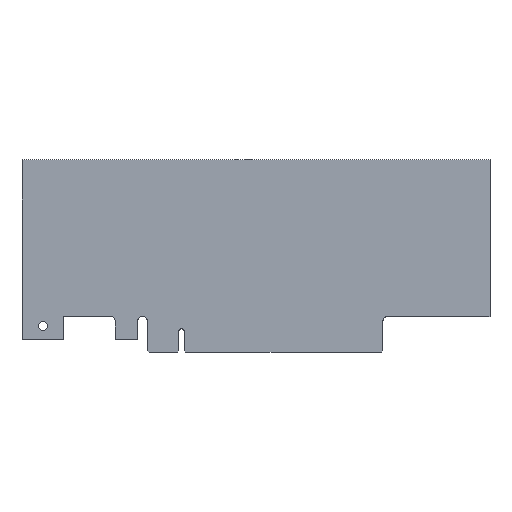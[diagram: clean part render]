
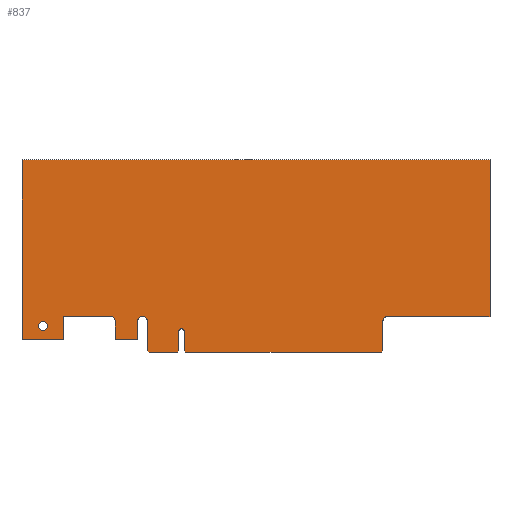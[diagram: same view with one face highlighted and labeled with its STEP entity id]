
A CAD part, top view. The second image highlights one B-rep face of the part: STEP entity #837.
In plain terms, the highlighted planar face has unit normal (0, 0, 1).
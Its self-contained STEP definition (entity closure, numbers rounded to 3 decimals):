
#238 = VERTEX_POINT('',#239);
#239 = CARTESIAN_POINT('',(-23.8,11.25,1.6));
#245 = EDGE_CURVE('',#238,#246,#248,.T.);
#246 = VERTEX_POINT('',#247);
#247 = CARTESIAN_POINT('',(-23.8,4.5,1.6));
#248 = LINE('',#249,#250);
#249 = CARTESIAN_POINT('',(-23.8,12.75,1.6));
#250 = VECTOR('',#251,1.);
#251 = DIRECTION('',(0.,-1.,0.));
#269 = VERTEX_POINT('',#270);
#270 = CARTESIAN_POINT('',(-25.3,12.75,1.6));
#276 = EDGE_CURVE('',#238,#269,#277,.T.);
#277 = CIRCLE('',#278,1.5);
#278 = AXIS2_PLACEMENT_3D('',#279,#280,#281);
#279 = CARTESIAN_POINT('',(-25.3,11.25,1.6));
#280 = DIRECTION('',(-0.,0.,1.));
#281 = DIRECTION('',(0.,-1.,0.));
#293 = EDGE_CURVE('',#246,#294,#296,.T.);
#294 = VERTEX_POINT('',#295);
#295 = CARTESIAN_POINT('',(-15.8,4.5,1.6));
#296 = LINE('',#297,#298);
#297 = CARTESIAN_POINT('',(-23.8,4.5,1.6));
#298 = VECTOR('',#299,1.);
#299 = DIRECTION('',(1.,0.,0.));
#318 = VERTEX_POINT('',#319);
#319 = CARTESIAN_POINT('',(-42.15,12.75,1.6));
#325 = EDGE_CURVE('',#318,#269,#326,.T.);
#326 = LINE('',#327,#328);
#327 = CARTESIAN_POINT('',(-42.15,12.75,1.6));
#328 = VECTOR('',#329,1.);
#329 = DIRECTION('',(1.,0.,0.));
#341 = EDGE_CURVE('',#294,#342,#344,.T.);
#342 = VERTEX_POINT('',#343);
#343 = CARTESIAN_POINT('',(-15.8,10.925,1.6));
#344 = LINE('',#345,#346);
#345 = CARTESIAN_POINT('',(-15.8,4.5,1.6));
#346 = VECTOR('',#347,1.);
#347 = DIRECTION('',(0.,1.,0.));
#365 = EDGE_CURVE('',#318,#366,#368,.T.);
#366 = VERTEX_POINT('',#367);
#367 = CARTESIAN_POINT('',(-42.15,4.5,1.6));
#368 = LINE('',#369,#370);
#369 = CARTESIAN_POINT('',(-42.15,12.75,1.6));
#370 = VECTOR('',#371,1.);
#371 = DIRECTION('',(0.,-1.,0.));
#389 = VERTEX_POINT('',#390);
#390 = CARTESIAN_POINT('',(-12.15,10.925,1.6));
#396 = EDGE_CURVE('',#389,#342,#397,.T.);
#397 = CIRCLE('',#398,1.825);
#398 = AXIS2_PLACEMENT_3D('',#399,#400,#401);
#399 = CARTESIAN_POINT('',(-13.975,10.925,1.6));
#400 = DIRECTION('',(0.,0.,1.));
#401 = DIRECTION('',(1.,0.,0.));
#414 = EDGE_CURVE('',#366,#415,#417,.T.);
#415 = VERTEX_POINT('',#416);
#416 = CARTESIAN_POINT('',(-57.15,4.5,1.6));
#417 = LINE('',#418,#419);
#418 = CARTESIAN_POINT('',(-42.15,4.5,1.6));
#419 = VECTOR('',#420,1.);
#420 = DIRECTION('',(-1.,0.,0.));
#439 = EDGE_CURVE('',#389,#440,#442,.T.);
#440 = VERTEX_POINT('',#441);
#441 = CARTESIAN_POINT('',(-12.15,0.5,1.6));
#442 = LINE('',#443,#444);
#443 = CARTESIAN_POINT('',(-12.15,10.925,1.6));
#444 = VECTOR('',#445,1.);
#445 = DIRECTION('',(0.,-1.,0.));
#462 = VERTEX_POINT('',#463);
#463 = CARTESIAN_POINT('',(-57.15,68.9,1.6));
#469 = EDGE_CURVE('',#462,#415,#470,.T.);
#470 = LINE('',#471,#472);
#471 = CARTESIAN_POINT('',(-57.15,68.9,1.6));
#472 = VECTOR('',#473,1.);
#473 = DIRECTION('',(0.,-1.,0.));
#487 = EDGE_CURVE('',#440,#488,#490,.T.);
#488 = VERTEX_POINT('',#489);
#489 = CARTESIAN_POINT('',(-11.65,0.,1.6));
#490 = LINE('',#491,#492);
#491 = CARTESIAN_POINT('',(-11.897,0.247,1.6));
#492 = VECTOR('',#493,1.);
#493 = DIRECTION('',(0.707,-0.707,0.));
#510 = VERTEX_POINT('',#511);
#511 = CARTESIAN_POINT('',(110.5,68.9,1.6));
#517 = EDGE_CURVE('',#510,#462,#518,.T.);
#518 = LINE('',#519,#520);
#519 = CARTESIAN_POINT('',(110.5,68.9,1.6));
#520 = VECTOR('',#521,1.);
#521 = DIRECTION('',(-1.,0.,0.));
#535 = EDGE_CURVE('',#488,#536,#538,.T.);
#536 = VERTEX_POINT('',#537);
#537 = CARTESIAN_POINT('',(-1.45,0.,1.6));
#538 = LINE('',#539,#540);
#539 = CARTESIAN_POINT('',(-12.15,0.,1.6));
#540 = VECTOR('',#541,1.);
#541 = DIRECTION('',(1.,0.,0.));
#558 = VERTEX_POINT('',#559);
#559 = CARTESIAN_POINT('',(110.5,12.75,1.6));
#565 = EDGE_CURVE('',#558,#510,#566,.T.);
#566 = LINE('',#567,#568);
#567 = CARTESIAN_POINT('',(110.5,12.75,1.6));
#568 = VECTOR('',#569,1.);
#569 = DIRECTION('',(0.,1.,0.));
#583 = EDGE_CURVE('',#536,#584,#586,.T.);
#584 = VERTEX_POINT('',#585);
#585 = CARTESIAN_POINT('',(-0.95,0.5,1.6));
#586 = LINE('',#587,#588);
#587 = CARTESIAN_POINT('',(12.646,14.096,1.6));
#588 = VECTOR('',#589,1.);
#589 = DIRECTION('',(0.707,0.707,0.));
#607 = VERTEX_POINT('',#608);
#608 = CARTESIAN_POINT('',(73.65,12.75,1.6));
#614 = EDGE_CURVE('',#607,#558,#615,.T.);
#615 = LINE('',#616,#617);
#616 = CARTESIAN_POINT('',(72.15,12.75,1.6));
#617 = VECTOR('',#618,1.);
#618 = DIRECTION('',(1.,0.,0.));
#631 = EDGE_CURVE('',#584,#632,#634,.T.);
#632 = VERTEX_POINT('',#633);
#633 = CARTESIAN_POINT('',(-0.95,7.45,1.6));
#634 = LINE('',#635,#636);
#635 = CARTESIAN_POINT('',(-0.95,0.,1.6));
#636 = VECTOR('',#637,1.);
#637 = DIRECTION('',(0.,1.,0.));
#655 = EDGE_CURVE('',#656,#607,#658,.T.);
#656 = VERTEX_POINT('',#657);
#657 = CARTESIAN_POINT('',(72.15,11.25,1.6));
#658 = CIRCLE('',#659,1.5);
#659 = AXIS2_PLACEMENT_3D('',#660,#661,#662);
#660 = CARTESIAN_POINT('',(73.65,11.25,1.6));
#661 = DIRECTION('',(-0.,-0.,-1.));
#662 = DIRECTION('',(0.,-1.,0.));
#679 = VERTEX_POINT('',#680);
#680 = CARTESIAN_POINT('',(0.95,7.45,1.6));
#686 = EDGE_CURVE('',#679,#632,#687,.T.);
#687 = CIRCLE('',#688,0.95);
#688 = AXIS2_PLACEMENT_3D('',#689,#690,#691);
#689 = CARTESIAN_POINT('',(0.,7.45,1.6));
#690 = DIRECTION('',(0.,0.,1.));
#691 = DIRECTION('',(1.,0.,0.));
#705 = VERTEX_POINT('',#706);
#706 = CARTESIAN_POINT('',(72.15,0.5,1.6));
#712 = EDGE_CURVE('',#705,#656,#713,.T.);
#713 = LINE('',#714,#715);
#714 = CARTESIAN_POINT('',(72.15,0.,1.6));
#715 = VECTOR('',#716,1.);
#716 = DIRECTION('',(0.,1.,0.));
#729 = VERTEX_POINT('',#730);
#730 = CARTESIAN_POINT('',(0.95,0.5,1.6));
#736 = EDGE_CURVE('',#729,#679,#737,.T.);
#737 = LINE('',#738,#739);
#738 = CARTESIAN_POINT('',(0.95,0.,1.6));
#739 = VECTOR('',#740,1.);
#740 = DIRECTION('',(0.,1.,0.));
#753 = VERTEX_POINT('',#754);
#754 = CARTESIAN_POINT('',(71.65,0.,1.6));
#760 = EDGE_CURVE('',#753,#705,#761,.T.);
#761 = LINE('',#762,#763);
#762 = CARTESIAN_POINT('',(67.471,-4.179,1.6));
#763 = VECTOR('',#764,1.);
#764 = DIRECTION('',(0.707,0.707,0.));
#777 = EDGE_CURVE('',#729,#778,#780,.T.);
#778 = VERTEX_POINT('',#779);
#779 = CARTESIAN_POINT('',(1.45,0.,1.6));
#780 = LINE('',#781,#782);
#781 = CARTESIAN_POINT('',(-2.072,3.522,1.6));
#782 = VECTOR('',#783,1.);
#783 = DIRECTION('',(0.707,-0.707,0.));
#801 = EDGE_CURVE('',#778,#753,#802,.T.);
#802 = LINE('',#803,#804);
#803 = CARTESIAN_POINT('',(0.95,0.,1.6));
#804 = VECTOR('',#805,1.);
#805 = DIRECTION('',(1.,0.,0.));
#817 = VERTEX_POINT('',#818);
#818 = CARTESIAN_POINT('',(-48.06,9.35,1.6));
#824 = EDGE_CURVE('',#817,#817,#825,.T.);
#825 = CIRCLE('',#826,1.59);
#826 = AXIS2_PLACEMENT_3D('',#827,#828,#829);
#827 = CARTESIAN_POINT('',(-49.65,9.35,1.6));
#828 = DIRECTION('',(0.,0.,1.));
#829 = DIRECTION('',(1.,0.,0.));
#837 = ADVANCED_FACE('',(#838,#864),#867,.T.);
#838 = FACE_BOUND('',#839,.T.);
#839 = EDGE_LOOP('',(#840,#841,#842,#843,#844,#845,#846,#847,#848,#849,
    #850,#851,#852,#853,#854,#855,#856,#857,#858,#859,#860,#861,#862,
    #863));
#840 = ORIENTED_EDGE('',*,*,#245,.T.);
#841 = ORIENTED_EDGE('',*,*,#293,.T.);
#842 = ORIENTED_EDGE('',*,*,#341,.T.);
#843 = ORIENTED_EDGE('',*,*,#396,.F.);
#844 = ORIENTED_EDGE('',*,*,#439,.T.);
#845 = ORIENTED_EDGE('',*,*,#487,.T.);
#846 = ORIENTED_EDGE('',*,*,#535,.T.);
#847 = ORIENTED_EDGE('',*,*,#583,.T.);
#848 = ORIENTED_EDGE('',*,*,#631,.T.);
#849 = ORIENTED_EDGE('',*,*,#686,.F.);
#850 = ORIENTED_EDGE('',*,*,#736,.F.);
#851 = ORIENTED_EDGE('',*,*,#777,.T.);
#852 = ORIENTED_EDGE('',*,*,#801,.T.);
#853 = ORIENTED_EDGE('',*,*,#760,.T.);
#854 = ORIENTED_EDGE('',*,*,#712,.T.);
#855 = ORIENTED_EDGE('',*,*,#655,.T.);
#856 = ORIENTED_EDGE('',*,*,#614,.T.);
#857 = ORIENTED_EDGE('',*,*,#565,.T.);
#858 = ORIENTED_EDGE('',*,*,#517,.T.);
#859 = ORIENTED_EDGE('',*,*,#469,.T.);
#860 = ORIENTED_EDGE('',*,*,#414,.F.);
#861 = ORIENTED_EDGE('',*,*,#365,.F.);
#862 = ORIENTED_EDGE('',*,*,#325,.T.);
#863 = ORIENTED_EDGE('',*,*,#276,.F.);
#864 = FACE_BOUND('',#865,.F.);
#865 = EDGE_LOOP('',(#866));
#866 = ORIENTED_EDGE('',*,*,#824,.T.);
#867 = PLANE('',#868);
#868 = AXIS2_PLACEMENT_3D('',#869,#870,#871);
#869 = CARTESIAN_POINT('',(21.148,33.285,1.6));
#870 = DIRECTION('',(0.,0.,1.));
#871 = DIRECTION('',(1.,0.,0.));
